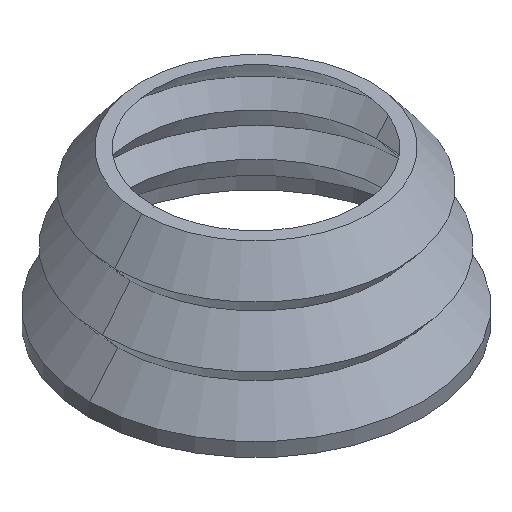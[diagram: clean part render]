
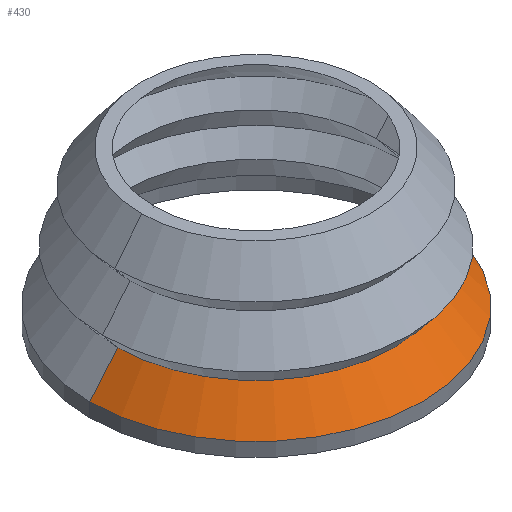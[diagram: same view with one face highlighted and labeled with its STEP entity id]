
A CAD part, isometric view. The second image highlights one B-rep face of the part: STEP entity #430.
In plain terms, the highlighted conical face has half-angle 40 degrees and reference radius 80 mm.
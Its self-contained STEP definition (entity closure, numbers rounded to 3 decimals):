
#4 = DIRECTION ( 'NONE',  ( -1., 0., 0. ) ) ;
#24 = EDGE_CURVE ( 'NONE', #95, #146, #518, .T. ) ;
#36 = EDGE_LOOP ( 'NONE', ( #582, #468, #253, #150 ) ) ;
#38 = VERTEX_POINT ( 'NONE', #661 ) ;
#95 = VERTEX_POINT ( 'NONE', #394 ) ;
#119 = EDGE_CURVE ( 'NONE', #284, #38, #374, .T. ) ;
#121 = CARTESIAN_POINT ( 'NONE',  ( 0., 0., 38.828 ) ) ;
#125 = CARTESIAN_POINT ( 'NONE',  ( 0., 0., 54.806 ) ) ;
#146 = VERTEX_POINT ( 'NONE', #353 ) ;
#149 = DIRECTION ( 'NONE',  ( -0.643, 0., -0.766 ) ) ;
#150 = ORIENTED_EDGE ( 'NONE', *, *, #24, .F. ) ;
#184 = DIRECTION ( 'NONE',  ( 0., 0., -1. ) ) ;
#189 = AXIS2_PLACEMENT_3D ( 'NONE', #614, #699, #4 ) ;
#199 = EDGE_CURVE ( 'NONE', #38, #146, #252, .T. ) ;
#201 = AXIS2_PLACEMENT_3D ( 'NONE', #121, #442, #488 ) ;
#217 = VECTOR ( 'NONE', #149, 1000. ) ;
#225 = FACE_OUTER_BOUND ( 'NONE', #36, .T. ) ;
#248 = VECTOR ( 'NONE', #526, 1000. ) ;
#252 = LINE ( 'NONE', #530, #217 ) ;
#253 = ORIENTED_EDGE ( 'NONE', *, *, #199, .T. ) ;
#284 = VERTEX_POINT ( 'NONE', #371 ) ;
#353 = CARTESIAN_POINT ( 'NONE',  ( -80., 0., 38.828 ) ) ;
#371 = CARTESIAN_POINT ( 'NONE',  ( 66.593, 0., 54.806 ) ) ;
#374 = CIRCLE ( 'NONE', #459, 66.593 ) ;
#394 = CARTESIAN_POINT ( 'NONE',  ( 80., 0., 38.828 ) ) ;
#416 = LINE ( 'NONE', #678, #248 ) ;
#430 = ADVANCED_FACE ( 'NONE', ( #225 ), #497, .T. ) ;
#442 = DIRECTION ( 'NONE',  ( 0., 0., -1. ) ) ;
#459 = AXIS2_PLACEMENT_3D ( 'NONE', #125, #184, #464 ) ;
#464 = DIRECTION ( 'NONE',  ( -1., 0., 0. ) ) ;
#468 = ORIENTED_EDGE ( 'NONE', *, *, #119, .T. ) ;
#488 = DIRECTION ( 'NONE',  ( -1., 0., 0. ) ) ;
#497 = CONICAL_SURFACE ( 'NONE', #189, 80., 0.698 ) ;
#518 = CIRCLE ( 'NONE', #201, 80. ) ;
#526 = DIRECTION ( 'NONE',  ( 0.643, 0., -0.766 ) ) ;
#530 = CARTESIAN_POINT ( 'NONE',  ( -80., 0., 38.828 ) ) ;
#582 = ORIENTED_EDGE ( 'NONE', *, *, #619, .F. ) ;
#614 = CARTESIAN_POINT ( 'NONE',  ( 0., 0., 38.828 ) ) ;
#619 = EDGE_CURVE ( 'NONE', #284, #95, #416, .T. ) ;
#661 = CARTESIAN_POINT ( 'NONE',  ( -66.593, 0., 54.806 ) ) ;
#678 = CARTESIAN_POINT ( 'NONE',  ( 80., 0., 38.828 ) ) ;
#699 = DIRECTION ( 'NONE',  ( 0., 0., -1. ) ) ;
